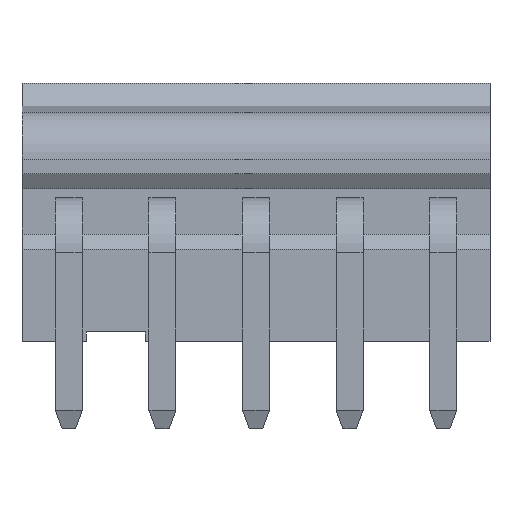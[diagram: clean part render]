
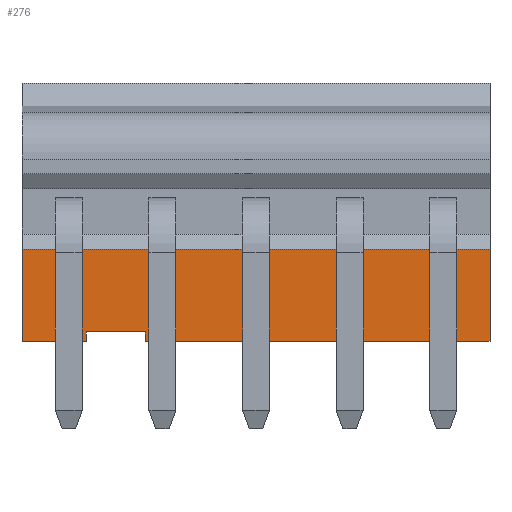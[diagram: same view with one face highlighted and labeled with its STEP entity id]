
A CAD part, front view. The second image highlights one B-rep face of the part: STEP entity #276.
In plain terms, the highlighted planar face has unit normal (0, -1, 0).
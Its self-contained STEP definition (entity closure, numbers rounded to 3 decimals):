
#276=ADVANCED_FACE('',(#681),#683,.T.);
#681=FACE_BOUND('',#682,.T.);
#682=EDGE_LOOP('',(#996,#997,#998,#999,#1000,#1001,#1002,#1003));
#683=PLANE('',#684);
#684=AXIS2_PLACEMENT_3D('',#685,#686,#687);
#685=CARTESIAN_POINT('',(17.82,3.5,0.));
#686=DIRECTION('',(0.,-1.,0.));
#687=DIRECTION('',(0.,0.,1.));
#996=ORIENTED_EDGE('',*,*,#1226,.T.);
#997=ORIENTED_EDGE('',*,*,#1227,.F.);
#998=ORIENTED_EDGE('',*,*,#1228,.T.);
#999=ORIENTED_EDGE('',*,*,#1229,.T.);
#1000=ORIENTED_EDGE('',*,*,#1230,.F.);
#1001=ORIENTED_EDGE('',*,*,#1231,.F.);
#1002=ORIENTED_EDGE('',*,*,#1232,.T.);
#1003=ORIENTED_EDGE('',*,*,#1233,.T.);
#1226=EDGE_CURVE('',#1341,#1342,#1343,.F.);
#1227=EDGE_CURVE('',#1344,#1342,#1345,.T.);
#1228=EDGE_CURVE('',#1344,#1346,#1347,.T.);
#1229=EDGE_CURVE('',#1346,#1348,#1349,.T.);
#1230=EDGE_CURVE('',#1350,#1348,#1351,.T.);
#1231=EDGE_CURVE('',#1352,#1350,#1353,.T.);
#1232=EDGE_CURVE('',#1352,#1354,#1355,.F.);
#1233=EDGE_CURVE('',#1354,#1341,#1356,.F.);
#1341=VERTEX_POINT('',#1530);
#1342=VERTEX_POINT('',#1531);
#1343=LINE('',#1532,#1533);
#1344=VERTEX_POINT('',#1535);
#1345=LINE('',#1536,#1537);
#1346=VERTEX_POINT('',#1539);
#1347=LINE('',#1540,#1541);
#1348=VERTEX_POINT('',#1543);
#1349=LINE('',#1544,#1545);
#1350=VERTEX_POINT('',#1547);
#1351=LINE('',#1548,#1549);
#1352=VERTEX_POINT('',#1551);
#1353=LINE('',#1552,#1553);
#1354=VERTEX_POINT('',#1555);
#1355=LINE('',#1556,#1557);
#1356=LINE('',#1559,#1560);
#1530=CARTESIAN_POINT('',(3.23,3.5,0.4));
#1531=CARTESIAN_POINT('',(3.23,3.5,0.));
#1532=CARTESIAN_POINT('',(3.23,3.5,0.));
#1533=VECTOR('',#1534,1.);
#1534=DIRECTION('',(0.,0.,1.));
#1535=CARTESIAN_POINT('',(17.82,3.5,0.));
#1536=CARTESIAN_POINT('',(17.82,3.5,0.));
#1537=VECTOR('',#1538,1.);
#1538=DIRECTION('',(-1.,0.,0.));
#1539=CARTESIAN_POINT('',(17.82,3.5,3.9));
#1540=CARTESIAN_POINT('',(17.82,3.5,0.));
#1541=VECTOR('',#1542,1.);
#1542=DIRECTION('',(0.,0.,1.));
#1543=CARTESIAN_POINT('',(-1.98,3.5,3.9));
#1544=CARTESIAN_POINT('',(17.82,3.5,3.9));
#1545=VECTOR('',#1546,1.);
#1546=DIRECTION('',(-1.,0.,0.));
#1547=CARTESIAN_POINT('',(-1.98,3.5,0.));
#1548=CARTESIAN_POINT('',(-1.98,3.5,0.));
#1549=VECTOR('',#1550,1.);
#1550=DIRECTION('',(0.,0.,1.));
#1551=CARTESIAN_POINT('',(0.73,3.5,0.));
#1552=CARTESIAN_POINT('',(0.73,3.5,0.));
#1553=VECTOR('',#1554,1.);
#1554=DIRECTION('',(-1.,0.,0.));
#1555=CARTESIAN_POINT('',(0.73,3.5,0.4));
#1556=CARTESIAN_POINT('',(0.73,3.5,0.4));
#1557=VECTOR('',#1558,1.);
#1558=DIRECTION('',(0.,0.,-1.));
#1559=CARTESIAN_POINT('',(3.23,3.5,0.4));
#1560=VECTOR('',#1561,1.);
#1561=DIRECTION('',(-1.,0.,0.));
